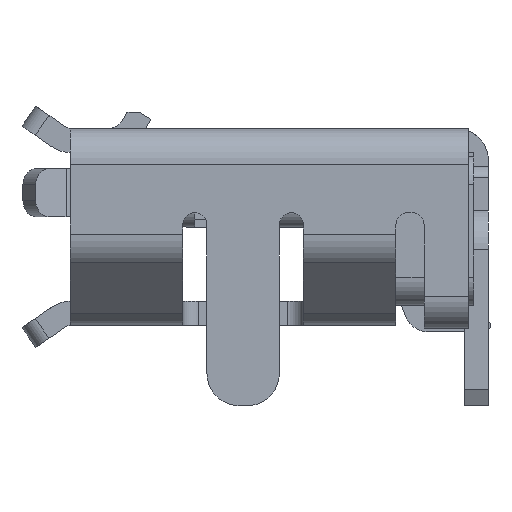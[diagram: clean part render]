
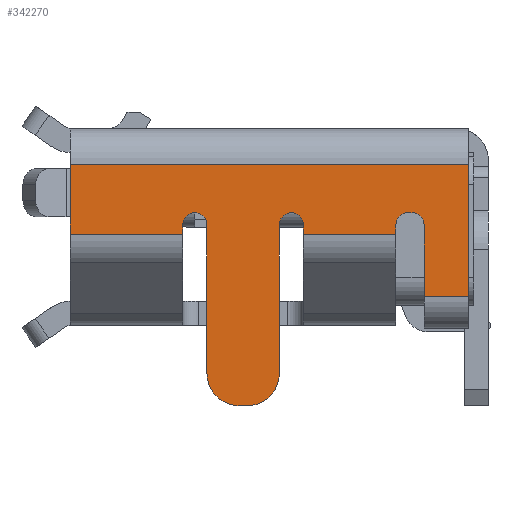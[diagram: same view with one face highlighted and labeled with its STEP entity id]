
A CAD part, left-side view. The second image highlights one B-rep face of the part: STEP entity #342270.
In plain terms, the highlighted planar face has unit normal (-1, 0, 0).
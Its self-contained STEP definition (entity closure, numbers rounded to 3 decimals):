
#61700=CARTESIAN_POINT('',(-15.5,-20.,0.87));
#61710=VERTEX_POINT('',#61700);
#61740=CARTESIAN_POINT('',(-15.5,-20.,0.));
#61750=DIRECTION('',(-0.,-0.,-1.));
#61760=VECTOR('',#61750,1.);
#61770=LINE('',#61740,#61760);
#61780=CARTESIAN_POINT('',(-15.5,-20.,2.51));
#61790=VERTEX_POINT('',#61780);
#61800=EDGE_CURVE('',#61790,#61710,#61770,.T.);
#249940=CARTESIAN_POINT('',(-15.5,-19.437,
0.87));
#249950=DIRECTION('',(0.,-1.,0.));
#249960=VECTOR('',#249950,1.);
#249970=LINE('',#249940,#249960);
#249980=CARTESIAN_POINT('',(-15.5,-19.45,0.87));
#249990=VERTEX_POINT('',#249980);
#250000=EDGE_CURVE('',#249990,#61710,#249970,.T.);
#250320=CARTESIAN_POINT('',(-15.5,-19.1,1.643));
#250330=VERTEX_POINT('',#250320);
#250360=CARTESIAN_POINT('',(-15.5,-19.1,0.));
#250370=DIRECTION('',(-0.,-0.,1.));
#250380=VECTOR('',#250370,1.);
#250390=LINE('',#250360,#250380);
#250400=CARTESIAN_POINT('',(-15.5,-19.1,1.76));
#250410=VERTEX_POINT('',#250400);
#250420=EDGE_CURVE('',#250330,#250410,#250390,.T.);
#302050=CARTESIAN_POINT('',(-15.5,-15.05,1.86));
#302060=VERTEX_POINT('',#302050);
#302590=CARTESIAN_POINT('',(-15.5,-15.05,2.46));
#302600=VERTEX_POINT('',#302590);
#304490=CARTESIAN_POINT('',(-15.5,-15.05,1.847));
#304500=DIRECTION('',(0.,0.,1.));
#304510=VECTOR('',#304500,1.);
#304520=LINE('',#304490,#304510);
#304530=EDGE_CURVE('',#302060,#302600,#304520,.T.);
#304850=CARTESIAN_POINT('',(-15.5,-15.05,2.51));
#304860=VERTEX_POINT('',#304850);
#304890=CARTESIAN_POINT('',(-15.5,-15.05,0.));
#304900=DIRECTION('',(0.,0.,-1.));
#304910=VECTOR('',#304900,1.);
#304920=LINE('',#304890,#304910);
#304930=EDGE_CURVE('',#304860,#302600,#304920,.T.);
#305050=CARTESIAN_POINT('',(-15.5,-15.05,0.));
#305060=DIRECTION('',(0.,0.,-1.));
#305070=VECTOR('',#305060,1.);
#305080=LINE('',#305050,#305070);
#305090=CARTESIAN_POINT('',(-15.5,-15.05,1.643));
#305100=VERTEX_POINT('',#305090);
#305110=EDGE_CURVE('',#302060,#305100,#305080,.T.);
#305590=CARTESIAN_POINT('',(-15.5,-15.022,1.643));
#305600=DIRECTION('',(0.,-1.,0.));
#305610=VECTOR('',#305600,1.);
#305620=LINE('',#305590,#305610);
#305630=CARTESIAN_POINT('',(-15.5,-16.45,1.643));
#305640=VERTEX_POINT('',#305630);
#305650=EDGE_CURVE('',#305100,#305640,#305620,.T.);
#306140=CARTESIAN_POINT('',(-15.5,-16.45,0.));
#306150=DIRECTION('',(0.,0.,-1.));
#306160=VECTOR('',#306150,1.);
#306170=LINE('',#306140,#306160);
#306180=CARTESIAN_POINT('',(-15.5,-16.45,1.76));
#306190=VERTEX_POINT('',#306180);
#306200=EDGE_CURVE('',#306190,#305640,#306170,.T.);
#337340=CARTESIAN_POINT('',(-15.5,-17.95,1.76));
#337350=VERTEX_POINT('',#337340);
#337430=CARTESIAN_POINT('',(-15.5,-17.65,1.76));
#337440=VERTEX_POINT('',#337430);
#337470=CARTESIAN_POINT('',(-15.5,-17.8,1.76));
#337480=DIRECTION('',(-1.,0.,0.));
#337490=DIRECTION('',(0.,1.,0.));
#337500=AXIS2_PLACEMENT_3D('',#337470,#337480,#337490);
#337510=CIRCLE('',#337500,0.15);
#337520=EDGE_CURVE('',#337350,#337440,#337510,.T.);
#337680=CARTESIAN_POINT('',(-15.5,-17.65,-0.09));
#337690=VERTEX_POINT('',#337680);
#337720=CARTESIAN_POINT('',(-15.5,-17.65,0.));
#337730=DIRECTION('',(-0.,-0.,1.));
#337740=VECTOR('',#337730,1.);
#337750=LINE('',#337720,#337740);
#337760=EDGE_CURVE('',#337690,#337440,#337750,.T.);
#337860=CARTESIAN_POINT('',(-15.5,-17.25,-0.09));
#337870=DIRECTION('',(1.,-0.,-0.));
#337880=DIRECTION('',(0.,1.,0.));
#337890=AXIS2_PLACEMENT_3D('',#337860,#337870,#337880);
#337900=CIRCLE('',#337890,0.4);
#337910=CARTESIAN_POINT('',(-15.5,-17.25,-0.49));
#337920=VERTEX_POINT('',#337910);
#337930=EDGE_CURVE('',#337690,#337920,#337900,.T.);
#338170=CARTESIAN_POINT('',(-15.5,-17.15,-0.49));
#338180=VERTEX_POINT('',#338170);
#338210=CARTESIAN_POINT('',(-15.5,0.,-0.49));
#338220=DIRECTION('',(-0.,-1.,0.));
#338230=VECTOR('',#338220,1.);
#338240=LINE('',#338210,#338230);
#338250=EDGE_CURVE('',#338180,#337920,#338240,.T.);
#338350=CARTESIAN_POINT('',(-15.5,-17.15,-0.09))
;
#338360=DIRECTION('',(1.,-0.,-0.));
#338370=DIRECTION('',(0.,1.,0.));
#338380=AXIS2_PLACEMENT_3D('',#338350,#338360,#338370);
#338390=CIRCLE('',#338380,0.4);
#338400=CARTESIAN_POINT('',(-15.5,-16.75,-0.09))
;
#338410=VERTEX_POINT('',#338400);
#338420=EDGE_CURVE('',#338180,#338410,#338390,.T.);
#338640=CARTESIAN_POINT('',(-15.5,-16.75,1.76));
#338650=VERTEX_POINT('',#338640);
#338680=CARTESIAN_POINT('',(-15.5,-16.75,0.));
#338690=DIRECTION('',(-0.,-0.,-1.));
#338700=VECTOR('',#338690,1.);
#338710=LINE('',#338680,#338700);
#338720=EDGE_CURVE('',#338650,#338410,#338710,.T.);
#338840=CARTESIAN_POINT('',(-15.5,-16.6,1.76));
#338850=DIRECTION('',(-1.,-0.,-0.));
#338860=DIRECTION('',(0.,-1.,0.));
#338870=AXIS2_PLACEMENT_3D('',#338840,#338850,#338860);
#338880=CIRCLE('',#338870,0.15);
#338890=EDGE_CURVE('',#338650,#306190,#338880,.T.);
#339140=CARTESIAN_POINT('',(-15.5,-20.099,2.51));
#339150=DIRECTION('',(0.,1.,0.));
#339160=VECTOR('',#339150,1.);
#339170=LINE('',#339140,#339160);
#339180=EDGE_CURVE('',#61790,#304860,#339170,.T.);
#340010=CARTESIAN_POINT('',(-15.5,-19.45,0.));
#340020=DIRECTION('',(0.,0.,-1.));
#340030=VECTOR('',#340020,1.);
#340040=LINE('',#340010,#340030);
#340050=CARTESIAN_POINT('',(-15.5,-19.45,1.76));
#340060=VERTEX_POINT('',#340050);
#340070=EDGE_CURVE('',#340060,#249990,#340040,.T.);
#340930=CARTESIAN_POINT('',(-15.5,-17.95,0.));
#340940=DIRECTION('',(-0.,-0.,1.));
#340950=VECTOR('',#340940,1.);
#340960=LINE('',#340930,#340950);
#340970=CARTESIAN_POINT('',(-15.5,-17.95,1.643));
#340980=VERTEX_POINT('',#340970);
#340990=EDGE_CURVE('',#340980,#337350,#340960,.T.);
#341190=CARTESIAN_POINT('',(-15.5,-17.927,1.643));
#341200=DIRECTION('',(0.,-1.,0.));
#341210=VECTOR('',#341200,1.);
#341220=LINE('',#341190,#341210);
#341230=EDGE_CURVE('',#340980,#250330,#341220,.T.);
#341520=CARTESIAN_POINT('',(-15.5,-19.3,1.91));
#341530=VERTEX_POINT('',#341520);
#341610=CARTESIAN_POINT('',(-15.5,-19.25,1.91));
#341620=VERTEX_POINT('',#341610);
#341650=CARTESIAN_POINT('',(-15.5,0.,1.91));
#341660=DIRECTION('',(-0.,-1.,0.));
#341670=VECTOR('',#341660,1.);
#341680=LINE('',#341650,#341670);
#341690=EDGE_CURVE('',#341620,#341530,#341680,.T.);
#341800=CARTESIAN_POINT('',(-15.5,-19.3,1.76));
#341810=DIRECTION('',(-1.,0.,0.));
#341820=DIRECTION('',(0.,1.,0.));
#341830=AXIS2_PLACEMENT_3D('',#341800,#341810,#341820);
#341840=CIRCLE('',#341830,0.15);
#341850=EDGE_CURVE('',#340060,#341530,#341840,.T.);
#341920=CARTESIAN_POINT('',(-15.5,-14.951,2.57));
#341930=DIRECTION('',(-1.,0.,0.));
#341940=DIRECTION('',(0.,1.,0.));
#341950=AXIS2_PLACEMENT_3D('',#341920,#341930,#341940);
#341960=PLANE('',#341950);
#341970=ORIENTED_EDGE('',*,*,#340990,.F.);
#341980=ORIENTED_EDGE('',*,*,#337520,.F.);
#341990=ORIENTED_EDGE('',*,*,#337760,.T.);
#342000=ORIENTED_EDGE('',*,*,#337930,.F.);
#342010=ORIENTED_EDGE('',*,*,#338250,.T.);
#342020=ORIENTED_EDGE('',*,*,#338420,.F.);
#342030=ORIENTED_EDGE('',*,*,#338720,.T.);
#342040=ORIENTED_EDGE('',*,*,#338890,.F.);
#342050=ORIENTED_EDGE('',*,*,#306200,.F.);
#342060=ORIENTED_EDGE('',*,*,#305650,.T.);
#342070=ORIENTED_EDGE('',*,*,#305110,.T.);
#342080=ORIENTED_EDGE('',*,*,#304530,.F.);
#342090=ORIENTED_EDGE('',*,*,#304930,.T.);
#342100=ORIENTED_EDGE('',*,*,#339180,.T.);
#342110=ORIENTED_EDGE('',*,*,#61800,.F.);
#342120=ORIENTED_EDGE('',*,*,#250000,.T.);
#342130=ORIENTED_EDGE('',*,*,#340070,.T.);
#342140=ORIENTED_EDGE('',*,*,#341850,.F.);
#342150=ORIENTED_EDGE('',*,*,#341690,.T.);
#342160=CARTESIAN_POINT('',(-15.5,-19.25,1.76));
#342170=DIRECTION('',(-1.,0.,0.));
#342180=DIRECTION('',(0.,1.,0.));
#342190=AXIS2_PLACEMENT_3D('',#342160,#342170,#342180);
#342200=CIRCLE('',#342190,0.15);
#342210=EDGE_CURVE('',#341620,#250410,#342200,.T.);
#342220=ORIENTED_EDGE('',*,*,#342210,.F.);
#342230=ORIENTED_EDGE('',*,*,#250420,.T.);
#342240=ORIENTED_EDGE('',*,*,#341230,.T.);
#342250=EDGE_LOOP('',(#342240,#342230,#342220,#342150,#342140,#342130,
#342120,#342110,#342100,#342090,#342080,#342070,#342060,#342050,#342040,
#342030,#342020,#342010,#342000,#341990,#341980,#341970));
#342260=FACE_OUTER_BOUND('',#342250,.T.);
#342270=ADVANCED_FACE('',(#342260),#341960,.T.);
